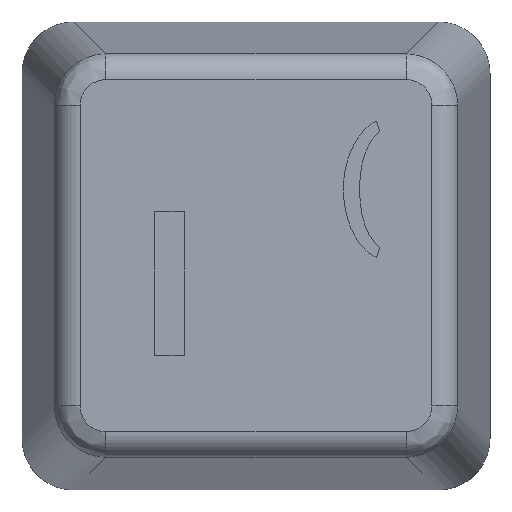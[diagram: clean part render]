
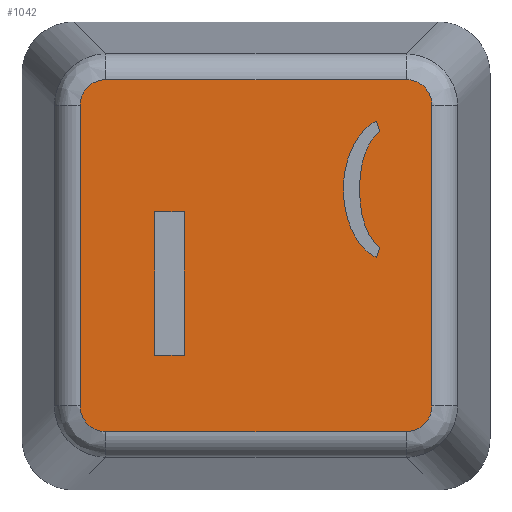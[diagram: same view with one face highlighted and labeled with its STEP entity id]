
A CAD part, top view. The second image highlights one B-rep face of the part: STEP entity #1042.
In plain terms, the highlighted planar face has unit normal (0, 0, 1).
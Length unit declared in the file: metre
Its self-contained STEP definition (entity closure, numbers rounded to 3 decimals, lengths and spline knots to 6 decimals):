
#39=B_SPLINE_CURVE_WITH_KNOTS('',2,(#1520,#1521,#1522),.UNSPECIFIED.,.F.,
 .F.,(3,3),(0.,1.),.PIECEWISE_BEZIER_KNOTS.);
#40=B_SPLINE_CURVE_WITH_KNOTS('',2,(#1526,#1527,#1528),.UNSPECIFIED.,.F.,
 .F.,(3,3),(0.,1.),.PIECEWISE_BEZIER_KNOTS.);
#41=B_SPLINE_CURVE_WITH_KNOTS('',2,(#1530,#1531,#1532),.UNSPECIFIED.,.F.,
 .F.,(3,3),(0.,1.),.PIECEWISE_BEZIER_KNOTS.);
#42=B_SPLINE_CURVE_WITH_KNOTS('',2,(#1536,#1537,#1538),.UNSPECIFIED.,.F.,
 .F.,(3,3),(0.,1.),.PIECEWISE_BEZIER_KNOTS.);
#43=B_SPLINE_CURVE_WITH_KNOTS('',2,(#1540,#1541,#1542),.UNSPECIFIED.,.F.,
 .F.,(3,3),(0.,1.),.PIECEWISE_BEZIER_KNOTS.);
#44=B_SPLINE_CURVE_WITH_KNOTS('',2,(#1546,#1547,#1548),.UNSPECIFIED.,.F.,
 .F.,(3,3),(0.,1.),.PIECEWISE_BEZIER_KNOTS.);
#51=CIRCLE('',#1122,0.003879);
#52=CIRCLE('',#1123,0.002906);
#53=CIRCLE('',#1124,0.002861);
#54=CIRCLE('',#1125,0.00384);
#69=LINE('',#1500,#175);
#70=LINE('',#1504,#176);
#71=LINE('',#1508,#177);
#72=LINE('',#1512,#178);
#73=LINE('',#1513,#179);
#74=LINE('',#1524,#180);
#75=LINE('',#1534,#181);
#76=LINE('',#1544,#182);
#77=LINE('',#1553,#183);
#78=LINE('',#1556,#184);
#79=LINE('',#1558,#185);
#80=LINE('',#1560,#186);
#175=VECTOR('',#1213,1.);
#176=VECTOR('',#1216,1.);
#177=VECTOR('',#1219,1.);
#178=VECTOR('',#1222,1.);
#179=VECTOR('',#1223,1.);
#180=VECTOR('',#1228,1.);
#181=VECTOR('',#1229,1.);
#182=VECTOR('',#1230,1.);
#183=VECTOR('',#1235,1.);
#184=VECTOR('',#1236,1.);
#185=VECTOR('',#1237,1.);
#186=VECTOR('',#1238,1.);
#281=ORIENTED_EDGE('',*,*,#593,.F.);
#282=ORIENTED_EDGE('',*,*,#594,.T.);
#283=ORIENTED_EDGE('',*,*,#595,.F.);
#284=ORIENTED_EDGE('',*,*,#596,.T.);
#285=ORIENTED_EDGE('',*,*,#597,.F.);
#286=ORIENTED_EDGE('',*,*,#598,.T.);
#287=ORIENTED_EDGE('',*,*,#599,.F.);
#288=ORIENTED_EDGE('',*,*,#600,.T.);
#289=ORIENTED_EDGE('',*,*,#601,.T.);
#290=ORIENTED_EDGE('',*,*,#602,.T.);
#291=ORIENTED_EDGE('',*,*,#603,.T.);
#292=ORIENTED_EDGE('',*,*,#604,.T.);
#293=ORIENTED_EDGE('',*,*,#605,.T.);
#294=ORIENTED_EDGE('',*,*,#606,.T.);
#295=ORIENTED_EDGE('',*,*,#607,.T.);
#296=ORIENTED_EDGE('',*,*,#608,.T.);
#297=ORIENTED_EDGE('',*,*,#609,.T.);
#298=ORIENTED_EDGE('',*,*,#610,.T.);
#299=ORIENTED_EDGE('',*,*,#611,.T.);
#300=ORIENTED_EDGE('',*,*,#612,.T.);
#301=ORIENTED_EDGE('',*,*,#613,.T.);
#302=ORIENTED_EDGE('',*,*,#614,.T.);
#303=ORIENTED_EDGE('',*,*,#615,.T.);
#304=ORIENTED_EDGE('',*,*,#616,.T.);
#305=ORIENTED_EDGE('',*,*,#617,.T.);
#306=ORIENTED_EDGE('',*,*,#618,.T.);
#593=EDGE_CURVE('',#749,#750,#851,.F.);
#594=EDGE_CURVE('',#749,#751,#69,.T.);
#595=EDGE_CURVE('',#752,#751,#852,.F.);
#596=EDGE_CURVE('',#752,#753,#70,.T.);
#597=EDGE_CURVE('',#754,#753,#853,.F.);
#598=EDGE_CURVE('',#754,#755,#71,.T.);
#599=EDGE_CURVE('',#756,#755,#854,.F.);
#600=EDGE_CURVE('',#756,#750,#72,.T.);
#601=EDGE_CURVE('',#757,#758,#73,.T.);
#602=EDGE_CURVE('',#758,#759,#51,.F.);
#603=EDGE_CURVE('',#759,#760,#52,.F.);
#604=EDGE_CURVE('',#760,#761,#39,.T.);
#605=EDGE_CURVE('',#761,#762,#74,.T.);
#606=EDGE_CURVE('',#762,#763,#40,.T.);
#607=EDGE_CURVE('',#763,#764,#41,.T.);
#608=EDGE_CURVE('',#764,#765,#75,.T.);
#609=EDGE_CURVE('',#765,#766,#42,.T.);
#610=EDGE_CURVE('',#766,#767,#43,.T.);
#611=EDGE_CURVE('',#767,#768,#76,.T.);
#612=EDGE_CURVE('',#768,#769,#44,.T.);
#613=EDGE_CURVE('',#769,#770,#53,.F.);
#614=EDGE_CURVE('',#770,#757,#54,.F.);
#615=EDGE_CURVE('',#771,#772,#77,.T.);
#616=EDGE_CURVE('',#772,#773,#78,.T.);
#617=EDGE_CURVE('',#773,#774,#79,.T.);
#618=EDGE_CURVE('',#774,#771,#80,.T.);
#749=VERTEX_POINT('',#1498);
#750=VERTEX_POINT('',#1499);
#751=VERTEX_POINT('',#1501);
#752=VERTEX_POINT('',#1503);
#753=VERTEX_POINT('',#1505);
#754=VERTEX_POINT('',#1507);
#755=VERTEX_POINT('',#1509);
#756=VERTEX_POINT('',#1511);
#757=VERTEX_POINT('',#1514);
#758=VERTEX_POINT('',#1515);
#759=VERTEX_POINT('',#1517);
#760=VERTEX_POINT('',#1519);
#761=VERTEX_POINT('',#1523);
#762=VERTEX_POINT('',#1525);
#763=VERTEX_POINT('',#1529);
#764=VERTEX_POINT('',#1533);
#765=VERTEX_POINT('',#1535);
#766=VERTEX_POINT('',#1539);
#767=VERTEX_POINT('',#1543);
#768=VERTEX_POINT('',#1545);
#769=VERTEX_POINT('',#1549);
#770=VERTEX_POINT('',#1551);
#771=VERTEX_POINT('',#1554);
#772=VERTEX_POINT('',#1555);
#773=VERTEX_POINT('',#1557);
#774=VERTEX_POINT('',#1559);
#851=ELLIPSE('',#1118,0.00102,0.001);
#852=ELLIPSE('',#1119,0.00102,0.001);
#853=ELLIPSE('',#1120,0.00102,0.001);
#854=ELLIPSE('',#1121,0.00102,0.001);
#871=EDGE_LOOP('',(#281,#282,#283,#284,#285,#286,#287,#288));
#872=EDGE_LOOP('',(#289,#290,#291,#292,#293,#294,#295,#296,#297,#298,#299,
#300,#301,#302));
#873=EDGE_LOOP('',(#303,#304,#305,#306));
#939=FACE_BOUND('',#871,.T.);
#940=FACE_BOUND('',#872,.T.);
#941=FACE_BOUND('',#873,.T.);
#1007=PLANE('',#1117);
#1042=ADVANCED_FACE('',(#939,#940,#941),#1007,.T.);
#1117=AXIS2_PLACEMENT_3D('',#1496,#1209,#1210);
#1118=AXIS2_PLACEMENT_3D('',#1497,#1211,#1212);
#1119=AXIS2_PLACEMENT_3D('',#1502,#1214,#1215);
#1120=AXIS2_PLACEMENT_3D('',#1506,#1217,#1218);
#1121=AXIS2_PLACEMENT_3D('',#1510,#1220,#1221);
#1122=AXIS2_PLACEMENT_3D('',#1516,#1224,#1225);
#1123=AXIS2_PLACEMENT_3D('',#1518,#1226,#1227);
#1124=AXIS2_PLACEMENT_3D('',#1550,#1231,#1232);
#1125=AXIS2_PLACEMENT_3D('',#1552,#1233,#1234);
#1209=DIRECTION('',(0.,0.,1.));
#1210=DIRECTION('',(1.,0.,0.));
#1211=DIRECTION('',(0.,0.,1.));
#1212=DIRECTION('',(-0.707,-0.707,0.));
#1213=DIRECTION('',(-1.,0.,0.));
#1214=DIRECTION('',(0.,0.,1.));
#1215=DIRECTION('',(0.707,-0.707,0.));
#1216=DIRECTION('',(0.,-1.,0.));
#1217=DIRECTION('',(0.,0.,1.));
#1218=DIRECTION('',(0.707,0.707,0.));
#1219=DIRECTION('',(1.,0.,0.));
#1220=DIRECTION('',(0.,0.,1.));
#1221=DIRECTION('',(-0.707,0.707,0.));
#1222=DIRECTION('',(0.,1.,0.));
#1223=DIRECTION('',(0.,1.,0.));
#1224=DIRECTION('',(0.,0.,1.));
#1225=DIRECTION('',(1.,0.,0.));
#1226=DIRECTION('',(0.,0.,1.));
#1227=DIRECTION('',(1.,0.,0.));
#1228=DIRECTION('',(0.338,-0.941,0.));
#1229=DIRECTION('',(0.,-1.,0.));
#1230=DIRECTION('',(-0.344,-0.939,0.));
#1231=DIRECTION('',(0.,0.,1.));
#1232=DIRECTION('',(1.,0.,0.));
#1233=DIRECTION('',(0.,0.,1.));
#1234=DIRECTION('',(1.,0.,0.));
#1235=DIRECTION('',(0.,-1.,0.));
#1236=DIRECTION('',(-1.,0.,0.));
#1237=DIRECTION('',(0.,1.,0.));
#1238=DIRECTION('',(1.,0.,0.));
#1496=CARTESIAN_POINT('',(0.1555,-0.01,0.0095));
#1497=CARTESIAN_POINT('',(0.161257,-0.004243,0.0095));
#1498=CARTESIAN_POINT('',(0.161277,-0.003233,0.0095));
#1499=CARTESIAN_POINT('',(0.162267,-0.004223,0.0095));
#1500=CARTESIAN_POINT('',(0.1555,-0.003233,0.0095));
#1501=CARTESIAN_POINT('',(0.149723,-0.003233,0.0095));
#1502=CARTESIAN_POINT('',(0.149743,-0.004243,0.0095));
#1503=CARTESIAN_POINT('',(0.148733,-0.004223,0.0095));
#1504=CARTESIAN_POINT('',(0.148733,-0.01,0.0095));
#1505=CARTESIAN_POINT('',(0.148733,-0.015777,0.0095));
#1506=CARTESIAN_POINT('',(0.149743,-0.015757,0.0095));
#1507=CARTESIAN_POINT('',(0.149723,-0.016767,0.0095));
#1508=CARTESIAN_POINT('',(0.1555,-0.016767,0.0095));
#1509=CARTESIAN_POINT('',(0.161277,-0.016767,0.0095));
#1510=CARTESIAN_POINT('',(0.161257,-0.015757,0.0095));
#1511=CARTESIAN_POINT('',(0.162267,-0.015777,0.0095));
#1512=CARTESIAN_POINT('',(0.162267,-0.01,0.0095));
#1513=CARTESIAN_POINT('',(0.158867,-0.007494,0.0095));
#1514=CARTESIAN_POINT('',(0.158867,-0.007561,0.0095));
#1515=CARTESIAN_POINT('',(0.158867,-0.007426,0.0095));
#1516=CARTESIAN_POINT('',(0.162746,-0.007404,0.0095));
#1517=CARTESIAN_POINT('',(0.159021,-0.006325,0.0095));
#1518=CARTESIAN_POINT('',(0.161817,-0.00712,0.0095));
#1519=CARTESIAN_POINT('',(0.159476,-0.005399,0.0095));
#1520=CARTESIAN_POINT('',(0.159476,-0.005399,0.0095));
#1521=CARTESIAN_POINT('',(0.159777,-0.004996,0.0095));
#1522=CARTESIAN_POINT('',(0.160128,-0.004839,0.0095));
#1523=CARTESIAN_POINT('',(0.160128,-0.004839,0.0095));
#1524=CARTESIAN_POINT('',(0.160198,-0.005036,0.0095));
#1525=CARTESIAN_POINT('',(0.160269,-0.005233,0.0095));
#1526=CARTESIAN_POINT('',(0.160269,-0.005233,0.0095));
#1527=CARTESIAN_POINT('',(0.1599,-0.005506,0.0095));
#1528=CARTESIAN_POINT('',(0.159693,-0.006077,0.0095));
#1529=CARTESIAN_POINT('',(0.159693,-0.006077,0.0095));
#1530=CARTESIAN_POINT('',(0.159693,-0.006077,0.0095));
#1531=CARTESIAN_POINT('',(0.159486,-0.006648,0.0095));
#1532=CARTESIAN_POINT('',(0.159486,-0.007411,0.0095));
#1533=CARTESIAN_POINT('',(0.159486,-0.007411,0.0095));
#1534=CARTESIAN_POINT('',(0.159486,-0.00745,0.0095));
#1535=CARTESIAN_POINT('',(0.159486,-0.00749,0.0095));
#1536=CARTESIAN_POINT('',(0.159486,-0.00749,0.0095));
#1537=CARTESIAN_POINT('',(0.159486,-0.008255,0.0095));
#1538=CARTESIAN_POINT('',(0.15969,-0.008829,0.0095));
#1539=CARTESIAN_POINT('',(0.15969,-0.008829,0.0095));
#1540=CARTESIAN_POINT('',(0.15969,-0.008829,0.0095));
#1541=CARTESIAN_POINT('',(0.159895,-0.009403,0.0095));
#1542=CARTESIAN_POINT('',(0.160269,-0.009686,0.0095));
#1543=CARTESIAN_POINT('',(0.160269,-0.009686,0.0095));
#1544=CARTESIAN_POINT('',(0.160198,-0.009879,0.0095));
#1545=CARTESIAN_POINT('',(0.160128,-0.010072,0.0095));
#1546=CARTESIAN_POINT('',(0.160128,-0.010072,0.0095));
#1547=CARTESIAN_POINT('',(0.159784,-0.009918,0.0095));
#1548=CARTESIAN_POINT('',(0.159487,-0.009528,0.0095));
#1549=CARTESIAN_POINT('',(0.159487,-0.009528,0.0095));
#1550=CARTESIAN_POINT('',(0.161778,-0.007814,0.0095));
#1551=CARTESIAN_POINT('',(0.159034,-0.008627,0.0095));
#1552=CARTESIAN_POINT('',(0.162707,-0.007509,0.0095));
#1553=CARTESIAN_POINT('',(0.152741,-0.011077,0.0095));
#1554=CARTESIAN_POINT('',(0.152741,-0.008312,0.0095));
#1555=CARTESIAN_POINT('',(0.152741,-0.013842,0.0095));
#1556=CARTESIAN_POINT('',(0.152172,-0.013842,0.0095));
#1557=CARTESIAN_POINT('',(0.151602,-0.013842,0.0095));
#1558=CARTESIAN_POINT('',(0.151602,-0.011077,0.0095));
#1559=CARTESIAN_POINT('',(0.151602,-0.008312,0.0095));
#1560=CARTESIAN_POINT('',(0.152172,-0.008312,0.0095));
